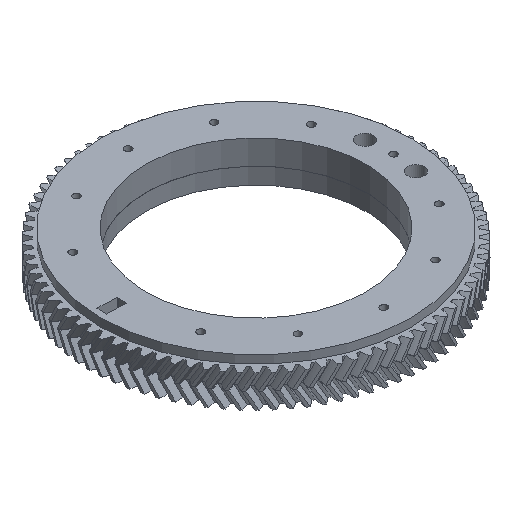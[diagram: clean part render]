
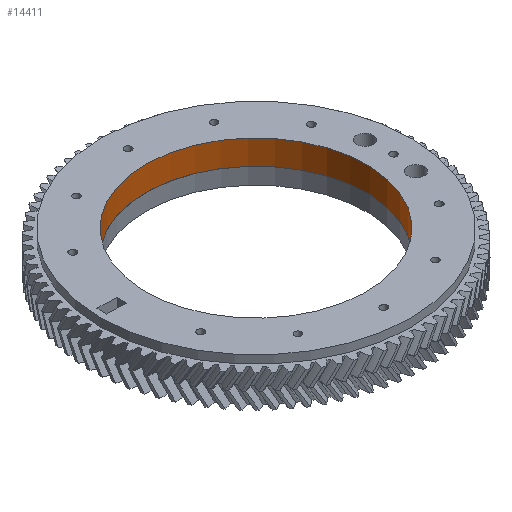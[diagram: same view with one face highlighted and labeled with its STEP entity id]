
A CAD part, isometric view. The second image highlights one B-rep face of the part: STEP entity #14411.
In plain terms, the highlighted cylindrical face has radius 67.5 mm (diameter 135 mm), a full revolution.
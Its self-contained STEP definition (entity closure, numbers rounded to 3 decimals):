
#782=CIRCLE('',#15129,67.5);
#783=CIRCLE('',#15130,67.5);
#2833=CYLINDRICAL_SURFACE('',#15128,67.5);
#4030=FACE_OUTER_BOUND('',#4808,.T.);
#4808=EDGE_LOOP('',(#11169,#11170,#11171,#11172));
#5310=LINE('',#25775,#5464);
#5464=VECTOR('',#16091,67.5);
#6303=VERTEX_POINT('',#25772);
#6304=VERTEX_POINT('',#25774);
#8177=EDGE_CURVE('',#6303,#6303,#782,.T.);
#8178=EDGE_CURVE('',#6303,#6304,#5310,.T.);
#8179=EDGE_CURVE('',#6304,#6304,#783,.T.);
#11169=ORIENTED_EDGE('',*,*,#8177,.F.);
#11170=ORIENTED_EDGE('',*,*,#8178,.T.);
#11171=ORIENTED_EDGE('',*,*,#8179,.F.);
#11172=ORIENTED_EDGE('',*,*,#8178,.F.);
#14411=ADVANCED_FACE('',(#4030),#2833,.F.);
#15128=AXIS2_PLACEMENT_3D('',#25771,#16087,#16088);
#15129=AXIS2_PLACEMENT_3D('',#25773,#16089,#16090);
#15130=AXIS2_PLACEMENT_3D('',#25776,#16092,#16093);
#16087=DIRECTION('center_axis',(0.,0.,
-1.));
#16088=DIRECTION('ref_axis',(-0.999,0.037,0.));
#16089=DIRECTION('center_axis',(0.,0.,
-1.));
#16090=DIRECTION('ref_axis',(-0.986,-0.167,0.));
#16091=DIRECTION('',(0.,0.,-1.));
#16092=DIRECTION('center_axis',(0.,0.,
1.));
#16093=DIRECTION('ref_axis',(-0.999,0.037,0.));
#25771=CARTESIAN_POINT('Origin',(-18.4,110.752,6.641));
#25772=CARTESIAN_POINT('',(49.055,108.287,11.641));
#25773=CARTESIAN_POINT('Origin',(-18.4,110.752,11.641));
#25774=CARTESIAN_POINT('',(49.055,108.287,-3.359));
#25775=CARTESIAN_POINT('',(49.055,108.287,6.641));
#25776=CARTESIAN_POINT('Origin',(-18.4,110.752,-3.359));
